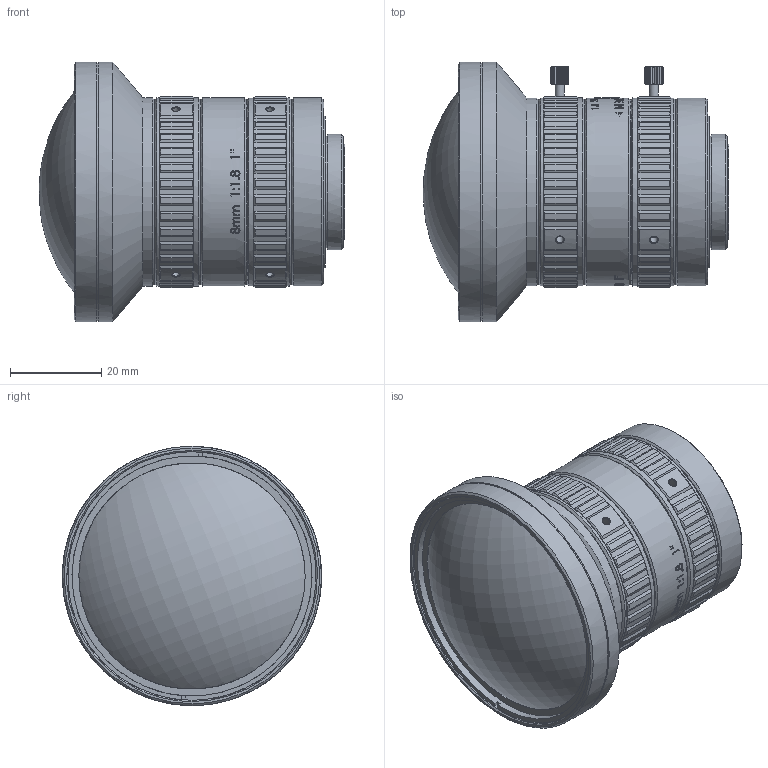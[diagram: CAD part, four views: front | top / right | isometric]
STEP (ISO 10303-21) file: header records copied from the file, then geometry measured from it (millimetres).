
FILE_DESCRIPTION(('STEP AP214'),'1');
FILE_NAME('SM0818M-12MP.stp','2024-09-12T06:31:30',(' '),(' '),'Spatial InterOp 3D',' ',' ');
FILE_SCHEMA(('AUTOMOTIVE_DESIGN { 1 0 10303 214 1 1 1 1 }'));
Length unit declared in the file: metre
Products named in the file (2): SM0818M-12MP; Component1
Assembly tree (1 placements, depth 2):
  SM0818M-12MP
    Component1
Bounding box: 66.95 x 56.79 x 56.8 mm (x, y, z)
Volume: 12.9 mm3; surface area: 32267.7 mm2
Topology: 1 solids, 3 shells, 1243 faces, 3338 edges, 2192 vertices
Faces by surface type: plane 506, revolution 435, bspline 285, cylinder 15, cone 1, sphere 1
Full cylindrical faces by diameter (mm): 1 x2, 15.4 x1
Entity records: 71116 total; most frequent: CARTESIAN_POINT 35902, ORIENTED_EDGE 6464, EDGE_CURVE 3232, DIRECTION 2650, VERTEX_POINT 2175, B_SPLINE_CURVE_WITH_KNOTS 2133, EDGE_LOOP 1441, FACE_OUTER_BOUND 1332
